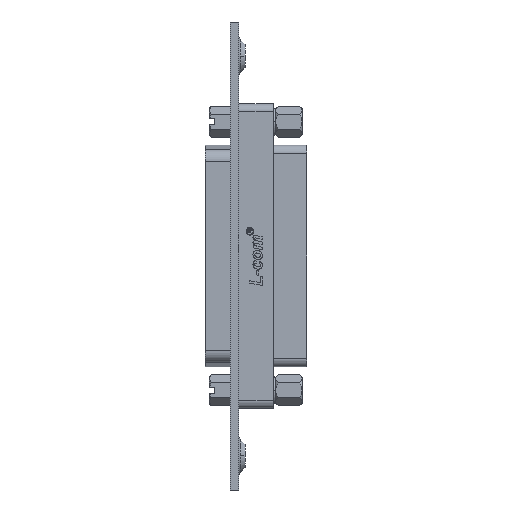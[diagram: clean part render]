
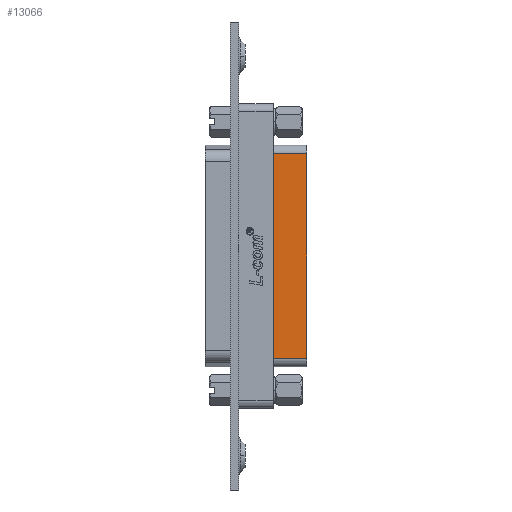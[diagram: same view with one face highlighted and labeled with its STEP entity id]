
A CAD part, left-side view. The second image highlights one B-rep face of the part: STEP entity #13066.
In plain terms, the highlighted face is planar.
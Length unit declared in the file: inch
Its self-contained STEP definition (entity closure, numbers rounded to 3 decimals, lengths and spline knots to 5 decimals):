
#22 = AXIS2_PLACEMENT_3D ( 'NONE', #24665, #33186, #16568 ) ;
#414 = VECTOR ( 'NONE', #35110, 39.37008 ) ;
#543 = VECTOR ( 'NONE', #4599, 39.37008 ) ;
#1783 = LINE ( 'NONE', #30489, #9074 ) ;
#4599 = DIRECTION ( 'NONE',  ( -1., 0., 0. ) ) ;
#6628 = VECTOR ( 'NONE', #8592, 39.37008 ) ;
#8592 = DIRECTION ( 'NONE',  ( 1., 0., 0. ) ) ;
#9074 = VECTOR ( 'NONE', #13888, 39.37008 ) ;
#9454 = CARTESIAN_POINT ( 'NONE',  ( 0.70591, 0.1555, 0.019 ) ) ;
#11588 = VERTEX_POINT ( 'NONE', #24443 ) ;
#12029 = EDGE_LOOP ( 'NONE', ( #31315, #35211, #30022, #21801 ) ) ;
#12519 = EDGE_CURVE ( 'NONE', #17542, #11588, #16003, .T. ) ;
#13066 = ADVANCED_FACE ( 'NONE', ( #26720 ), #30359, .F. ) ;
#13888 = DIRECTION ( 'NONE',  ( 0., 0., -1. ) ) ;
#16003 = LINE ( 'NONE', #29450, #543 ) ;
#16568 = DIRECTION ( 'NONE',  ( 0., 0., -1. ) ) ;
#16773 = CARTESIAN_POINT ( 'NONE',  ( -0.70591, 0.1555, 0.019 ) ) ;
#17542 = VERTEX_POINT ( 'NONE', #20415 ) ;
#17936 = EDGE_CURVE ( 'NONE', #25844, #31295, #35158, .T. ) ;
#20415 = CARTESIAN_POINT ( 'NONE',  ( 0.70591, 0.1555, 0.2515 ) ) ;
#21501 = LINE ( 'NONE', #32378, #414 ) ;
#21801 = ORIENTED_EDGE ( 'NONE', *, *, #23883, .T. ) ;
#23883 = EDGE_CURVE ( 'NONE', #17542, #31295, #1783, .T. ) ;
#24443 = CARTESIAN_POINT ( 'NONE',  ( -0.70591, 0.1555, 0.2515 ) ) ;
#24665 = CARTESIAN_POINT ( 'NONE',  ( -0.70591, 0.1555, 0.2515 ) ) ;
#25844 = VERTEX_POINT ( 'NONE', #28585 ) ;
#26720 = FACE_OUTER_BOUND ( 'NONE', #12029, .T. ) ;
#28585 = CARTESIAN_POINT ( 'NONE',  ( -0.70591, 0.1555, 0.019 ) ) ;
#29450 = CARTESIAN_POINT ( 'NONE',  ( -0.70591, 0.1555, 0.2515 ) ) ;
#30022 = ORIENTED_EDGE ( 'NONE', *, *, #12519, .F. ) ;
#30359 = PLANE ( 'NONE',  #22 ) ;
#30489 = CARTESIAN_POINT ( 'NONE',  ( 0.70591, 0.1555, 0.2515 ) ) ;
#31295 = VERTEX_POINT ( 'NONE', #9454 ) ;
#31315 = ORIENTED_EDGE ( 'NONE', *, *, #17936, .F. ) ;
#32378 = CARTESIAN_POINT ( 'NONE',  ( -0.70591, 0.1555, 0.2515 ) ) ;
#33186 = DIRECTION ( 'NONE',  ( 0., -1., 0. ) ) ;
#35110 = DIRECTION ( 'NONE',  ( 0., 0., -1. ) ) ;
#35158 = LINE ( 'NONE', #16773, #6628 ) ;
#35211 = ORIENTED_EDGE ( 'NONE', *, *, #35611, .F. ) ;
#35611 = EDGE_CURVE ( 'NONE', #11588, #25844, #21501, .T. ) ;
